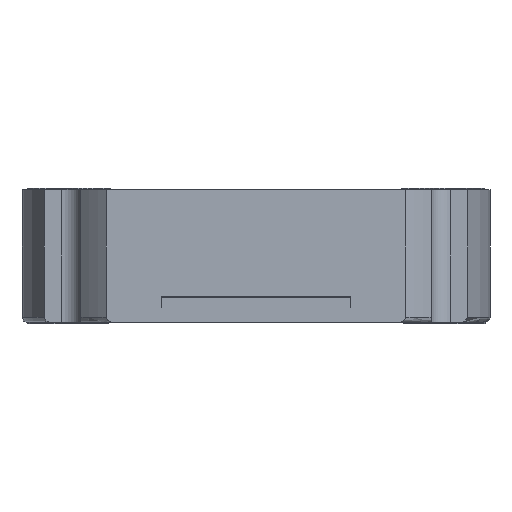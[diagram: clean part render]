
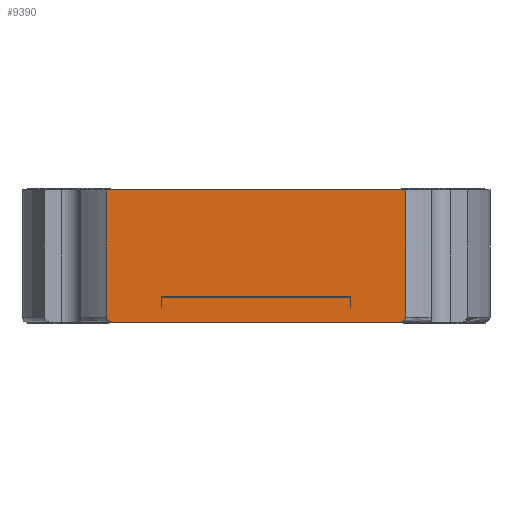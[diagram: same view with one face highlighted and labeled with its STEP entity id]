
A CAD part, front view. The second image highlights one B-rep face of the part: STEP entity #9390.
In plain terms, the highlighted planar face has unit normal (0, -1, 0).
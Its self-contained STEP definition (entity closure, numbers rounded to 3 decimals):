
#228 = VECTOR ( 'NONE', #9370, 1000. ) ;
#316 = EDGE_CURVE ( 'Defeature ausgef�hrt2_33+Defeature ausgef�hrt2_82+Defeature ausgef�hrt2_32+Defeature ausgef�hrt2_22', #2045, #3888, #5234, .T. ) ;
#367 = VECTOR ( 'NONE', #6046, 1000. ) ;
#743 = CARTESIAN_POINT ( 'NONE',  ( 14.422, -18.3, -8.4 ) ) ;
#805 = CARTESIAN_POINT ( 'NONE',  ( 15.179, -18.3, -8.071 ) ) ;
#894 = FACE_OUTER_BOUND ( 'NONE', #11359, .T. ) ;
#962 = PLANE ( 'NONE',  #10217 ) ;
#997 = CARTESIAN_POINT ( 'NONE',  ( -14.997, -18.3, -8.253 ) ) ;
#1454 = VERTEX_POINT ( 'NONE', #6139 ) ;
#1623 = LINE ( 'NONE', #10664, #367 ) ;
#1798 = CARTESIAN_POINT ( 'NONE',  ( 14.996, -18.3, -8.253 ) ) ;
#1887 = CARTESIAN_POINT ( 'NONE',  ( -15.217, -18.3, 5.1 ) ) ;
#1935 = LINE ( 'NONE', #1887, #5064 ) ;
#2045 = VERTEX_POINT ( 'NONE', #10207 ) ;
#2572 = VERTEX_POINT ( 'NONE', #8493 ) ;
#2697 = CARTESIAN_POINT ( 'NONE',  ( 14.843, -18.3, -8.33 ) ) ;
#2706 = CARTESIAN_POINT ( 'NONE',  ( -15.217, -18.3, -7.9 ) ) ;
#2803 = CARTESIAN_POINT ( 'NONE',  ( -15.217, -18.3, 5.1 ) ) ;
#2832 = CARTESIAN_POINT ( 'NONE',  ( 15.217, -18.3, 5.1 ) ) ;
#3103 = ORIENTED_EDGE ( 'NONE', *, *, #8782, .T. ) ;
#3373 = ORIENTED_EDGE ( 'NONE', *, *, #10387, .T. ) ;
#3538 = CARTESIAN_POINT ( 'NONE',  ( -14.422, -18.3, -8.4 ) ) ;
#3594 = CARTESIAN_POINT ( 'NONE',  ( -15.068, -18.3, -8.202 ) ) ;
#3867 = ORIENTED_EDGE ( 'NONE', *, *, #5622, .F. ) ;
#3881 = CARTESIAN_POINT ( 'NONE',  ( -14.422, -18.3, -8.4 ) ) ;
#3888 = VERTEX_POINT ( 'NONE', #3881 ) ;
#4301 = CARTESIAN_POINT ( 'NONE',  ( 14.76, -18.3, -8.357 ) ) ;
#4790 = EDGE_CURVE ( 'Defeature ausgef�hrt2_21+Defeature ausgef�hrt2_33+Defeature ausgef�hrt2_32+Defeature ausgef�hrt2_34', #2572, #1454, #1935, .T. ) ;
#4800 = DIRECTION ( 'NONE',  ( 1., 0., 0. ) ) ;
#4962 = B_SPLINE_CURVE_WITH_KNOTS ( 'NONE', 3,
 ( #7131, #11459, #9884, #4301, #2697, #1798, #10725, #805, #11574, #6295 ),
 .UNSPECIFIED., .F., .F.,
 ( 4, 2, 2, 2, 4 ),
 ( 0., 0., 0.001, 0.001, 0.001 ),
 .UNSPECIFIED. ) ;
#5052 = ORIENTED_EDGE ( 'NONE', *, *, #4790, .F. ) ;
#5064 = VECTOR ( 'NONE', #9804, 1000. ) ;
#5097 = ORIENTED_EDGE ( 'NONE', *, *, #316, .T. ) ;
#5234 = B_SPLINE_CURVE_WITH_KNOTS ( 'NONE', 3,
 ( #2706, #8194, #9894, #3594, #997, #9019, #8894, #3538 ),
 .UNSPECIFIED., .F., .F.,
 ( 4, 2, 2, 4 ),
 ( 0., 0., 0.001, 0.001 ),
 .UNSPECIFIED. ) ;
#5622 = EDGE_CURVE ( 'Defeature ausgef�hrt2_34+Defeature ausgef�hrt2_33+Defeature ausgef�hrt2_21+Defeature ausgef�hrt2_81', #1454, #5823, #10863, .T. ) ;
#5823 = VERTEX_POINT ( 'NONE', #8094 ) ;
#5909 = LINE ( 'NONE', #6742, #8190 ) ;
#6046 = DIRECTION ( 'NONE',  ( 0., 0., -1. ) ) ;
#6139 = CARTESIAN_POINT ( 'NONE',  ( 15.217, -18.3, 5.1 ) ) ;
#6295 = CARTESIAN_POINT ( 'NONE',  ( 15.217, -18.3, -7.9 ) ) ;
#6391 = DIRECTION ( 'NONE',  ( 0., 1., 0. ) ) ;
#6648 = ORIENTED_EDGE ( 'NONE', *, *, #6708, .T. ) ;
#6690 = VERTEX_POINT ( 'NONE', #743 ) ;
#6708 = EDGE_CURVE ( 'Defeature ausgef�hrt2_33+Defeature ausgef�hrt2_32+Defeature ausgef�hrt2_21+Defeature ausgef�hrt2_82', #2572, #2045, #1623, .T. ) ;
#6742 = CARTESIAN_POINT ( 'NONE',  ( -15.217, -18.3, -8.4 ) ) ;
#7131 = CARTESIAN_POINT ( 'NONE',  ( 14.422, -18.3, -8.4 ) ) ;
#8094 = CARTESIAN_POINT ( 'NONE',  ( 15.217, -18.3, -7.9 ) ) ;
#8190 = VECTOR ( 'NONE', #4800, 1000. ) ;
#8194 = CARTESIAN_POINT ( 'NONE',  ( -15.217, -18.3, -7.987 ) ) ;
#8493 = CARTESIAN_POINT ( 'NONE',  ( -15.217, -18.3, 5.1 ) ) ;
#8782 = EDGE_CURVE ( 'Defeature ausgef�hrt2_33+Defeature ausgef�hrt2_81+Defeature ausgef�hrt2_22+Defeature ausgef�hrt2_34', #6690, #5823, #4962, .T. ) ;
#8894 = CARTESIAN_POINT ( 'NONE',  ( -14.595, -18.3, -8.4 ) ) ;
#9019 = CARTESIAN_POINT ( 'NONE',  ( -14.767, -18.3, -8.368 ) ) ;
#9370 = DIRECTION ( 'NONE',  ( 0., 0., -1. ) ) ;
#9390 = ADVANCED_FACE ( 'Defeature ausgef�hrt2_33', ( #894 ), #962, .F. ) ;
#9804 = DIRECTION ( 'NONE',  ( 1., 0., 0. ) ) ;
#9884 = CARTESIAN_POINT ( 'NONE',  ( 14.593, -18.3, -8.392 ) ) ;
#9894 = CARTESIAN_POINT ( 'NONE',  ( -15.18, -18.3, -8.069 ) ) ;
#10207 = CARTESIAN_POINT ( 'NONE',  ( -15.217, -18.3, -7.9 ) ) ;
#10217 = AXIS2_PLACEMENT_3D ( 'NONE', #2803, #6391, #10880 ) ;
#10387 = EDGE_CURVE ( 'Defeature ausgef�hrt2_33+Defeature ausgef�hrt2_22+Defeature ausgef�hrt2_82+Defeature ausgef�hrt2_81', #3888, #6690, #5909, .T. ) ;
#10664 = CARTESIAN_POINT ( 'NONE',  ( -15.217, -18.3, 5.1 ) ) ;
#10725 = CARTESIAN_POINT ( 'NONE',  ( 15.068, -18.3, -8.202 ) ) ;
#10863 = LINE ( 'NONE', #2832, #228 ) ;
#10880 = DIRECTION ( 'NONE',  ( -1., 0., 0. ) ) ;
#11359 = EDGE_LOOP ( 'NONE', ( #3373, #3103, #3867, #5052, #6648, #5097 ) ) ;
#11459 = CARTESIAN_POINT ( 'NONE',  ( 14.508, -18.3, -8.4 ) ) ;
#11574 = CARTESIAN_POINT ( 'NONE',  ( 15.217, -18.3, -7.987 ) ) ;
